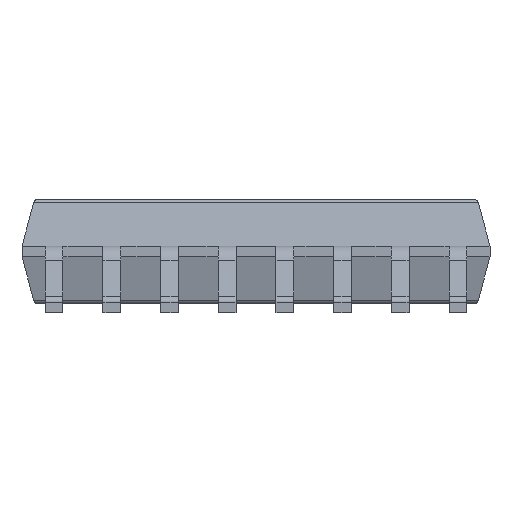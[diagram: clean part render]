
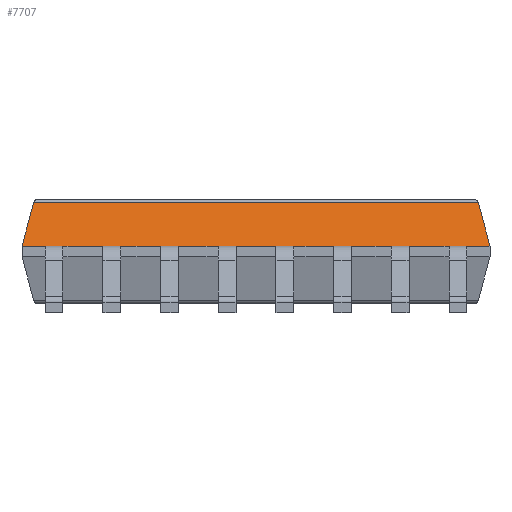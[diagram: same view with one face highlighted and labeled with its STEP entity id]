
A CAD part, front view. The second image highlights one B-rep face of the part: STEP entity #7707.
In plain terms, the highlighted planar face has unit normal (0, -0.966, 0.259).
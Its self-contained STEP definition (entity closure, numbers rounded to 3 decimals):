
#755=ORIENTED_EDGE('',*,*,#2561,.T.);
#756=ORIENTED_EDGE('',*,*,#2567,.T.);
#757=ORIENTED_EDGE('',*,*,#2563,.T.);
#758=ORIENTED_EDGE('',*,*,#2438,.F.);
#759=ORIENTED_EDGE('',*,*,#2322,.F.);
#760=ORIENTED_EDGE('',*,*,#2435,.F.);
#761=ORIENTED_EDGE('',*,*,#2334,.F.);
#762=ORIENTED_EDGE('',*,*,#2440,.F.);
#763=ORIENTED_EDGE('',*,*,#2346,.F.);
#764=ORIENTED_EDGE('',*,*,#2442,.F.);
#765=ORIENTED_EDGE('',*,*,#2358,.F.);
#766=ORIENTED_EDGE('',*,*,#2444,.F.);
#767=ORIENTED_EDGE('',*,*,#2370,.F.);
#768=ORIENTED_EDGE('',*,*,#2446,.F.);
#769=ORIENTED_EDGE('',*,*,#2382,.F.);
#770=ORIENTED_EDGE('',*,*,#2448,.F.);
#771=ORIENTED_EDGE('',*,*,#2394,.F.);
#772=ORIENTED_EDGE('',*,*,#2450,.F.);
#773=ORIENTED_EDGE('',*,*,#2406,.F.);
#774=ORIENTED_EDGE('',*,*,#2452,.F.);
#2322=EDGE_CURVE('',#3264,#3262,#3868,.T.);
#2334=EDGE_CURVE('',#3272,#3270,#3880,.T.);
#2346=EDGE_CURVE('',#3280,#3278,#3892,.T.);
#2358=EDGE_CURVE('',#3288,#3286,#3904,.T.);
#2370=EDGE_CURVE('',#3296,#3294,#3916,.T.);
#2382=EDGE_CURVE('',#3304,#3302,#3928,.T.);
#2394=EDGE_CURVE('',#3312,#3310,#3940,.T.);
#2406=EDGE_CURVE('',#3320,#3318,#3952,.T.);
#2435=EDGE_CURVE('',#3270,#3264,#3981,.T.);
#2438=EDGE_CURVE('',#3262,#3330,#3984,.T.);
#2440=EDGE_CURVE('',#3278,#3272,#3986,.T.);
#2442=EDGE_CURVE('',#3286,#3280,#3988,.T.);
#2444=EDGE_CURVE('',#3294,#3288,#3990,.T.);
#2446=EDGE_CURVE('',#3302,#3296,#3992,.T.);
#2448=EDGE_CURVE('',#3310,#3304,#3994,.T.);
#2450=EDGE_CURVE('',#3318,#3312,#3996,.T.);
#2452=EDGE_CURVE('',#3331,#3320,#3998,.T.);
#2561=EDGE_CURVE('',#3331,#3434,#4044,.T.);
#2563=EDGE_CURVE('',#3435,#3330,#4046,.T.);
#2567=EDGE_CURVE('',#3434,#3435,#4050,.T.);
#3262=VERTEX_POINT('',#10090);
#3264=VERTEX_POINT('',#10094);
#3270=VERTEX_POINT('',#10114);
#3272=VERTEX_POINT('',#10118);
#3278=VERTEX_POINT('',#10138);
#3280=VERTEX_POINT('',#10142);
#3286=VERTEX_POINT('',#10162);
#3288=VERTEX_POINT('',#10166);
#3294=VERTEX_POINT('',#10186);
#3296=VERTEX_POINT('',#10190);
#3302=VERTEX_POINT('',#10210);
#3304=VERTEX_POINT('',#10214);
#3310=VERTEX_POINT('',#10234);
#3312=VERTEX_POINT('',#10238);
#3318=VERTEX_POINT('',#10258);
#3320=VERTEX_POINT('',#10262);
#3330=VERTEX_POINT('',#10319);
#3331=VERTEX_POINT('',#10341);
#3434=VERTEX_POINT('',#11869);
#3435=VERTEX_POINT('',#11874);
#3868=LINE('',#10095,#4528);
#3880=LINE('',#10119,#4540);
#3892=LINE('',#10143,#4552);
#3904=LINE('',#10167,#4564);
#3916=LINE('',#10191,#4576);
#3928=LINE('',#10215,#4588);
#3940=LINE('',#10239,#4600);
#3952=LINE('',#10263,#4612);
#3981=LINE('',#10313,#4641);
#3984=LINE('',#10318,#4644);
#3986=LINE('',#10322,#4646);
#3988=LINE('',#10325,#4648);
#3990=LINE('',#10328,#4650);
#3992=LINE('',#10331,#4652);
#3994=LINE('',#10334,#4654);
#3996=LINE('',#10337,#4656);
#3998=LINE('',#10340,#4658);
#4044=LINE('',#11870,#4704);
#4046=LINE('',#11873,#4706);
#4050=LINE('',#11882,#4710);
#4528=VECTOR('',#8511,1000.);
#4540=VECTOR('',#8531,1000.);
#4552=VECTOR('',#8551,1000.);
#4564=VECTOR('',#8571,1000.);
#4576=VECTOR('',#8591,1000.);
#4588=VECTOR('',#8611,1000.);
#4600=VECTOR('',#8631,1000.);
#4612=VECTOR('',#8651,1000.);
#4641=VECTOR('',#8706,1000.);
#4644=VECTOR('',#8711,1000.);
#4646=VECTOR('',#8715,1000.);
#4648=VECTOR('',#8719,1000.);
#4650=VECTOR('',#8723,1000.);
#4652=VECTOR('',#8727,1000.);
#4654=VECTOR('',#8731,1000.);
#4656=VECTOR('',#8735,1000.);
#4658=VECTOR('',#8739,1000.);
#4704=VECTOR('',#8797,1000.);
#4706=VECTOR('',#8801,1000.);
#4710=VECTOR('',#8811,1000.);
#5265=EDGE_LOOP('',(#755,#756,#757,#758,#759,#760,#761,#762,#763,#764,#765,
#766,#767,#768,#769,#770,#771,#772,#773,#774));
#5665=FACE_BOUND('',#5265,.T.);
#6043=PLANE('',#8103);
#7707=ADVANCED_FACE('',(#5665),#6043,.T.);
#8103=AXIS2_PLACEMENT_3D('',#11881,#8809,#8810);
#8511=DIRECTION('',(-1.,0.,0.));
#8531=DIRECTION('',(-1.,0.,0.));
#8551=DIRECTION('',(-1.,0.,0.));
#8571=DIRECTION('',(-1.,0.,0.));
#8591=DIRECTION('',(-1.,0.,0.));
#8611=DIRECTION('',(-1.,0.,0.));
#8631=DIRECTION('',(-1.,0.,0.));
#8651=DIRECTION('',(-1.,0.,0.));
#8706=DIRECTION('',(-1.,0.,0.));
#8711=DIRECTION('',(-1.,0.,0.));
#8715=DIRECTION('',(-1.,0.,0.));
#8719=DIRECTION('',(-1.,0.,0.));
#8723=DIRECTION('',(-1.,0.,0.));
#8727=DIRECTION('',(-1.,0.,0.));
#8731=DIRECTION('',(-1.,0.,0.));
#8735=DIRECTION('',(-1.,0.,0.));
#8739=DIRECTION('',(-1.,0.,0.));
#8797=DIRECTION('',(-0.251,0.251,0.935));
#8801=DIRECTION('',(-0.251,-0.251,-0.935));
#8809=DIRECTION('',(0.,-0.966,0.259));
#8810=DIRECTION('',(0.,-0.259,-0.966));
#8811=DIRECTION('',(-1.,0.,0.));
#10090=CARTESIAN_POINT('',(-4.64,-3.75,1.465));
#10094=CARTESIAN_POINT('',(-4.25,-3.75,1.465));
#10095=CARTESIAN_POINT('',(5.15,-3.75,1.465));
#10114=CARTESIAN_POINT('',(-3.37,-3.75,1.465));
#10118=CARTESIAN_POINT('',(-2.98,-3.75,1.465));
#10119=CARTESIAN_POINT('',(5.15,-3.75,1.465));
#10138=CARTESIAN_POINT('',(-2.1,-3.75,1.465));
#10142=CARTESIAN_POINT('',(-1.71,-3.75,1.465));
#10143=CARTESIAN_POINT('',(5.15,-3.75,1.465));
#10162=CARTESIAN_POINT('',(-0.83,-3.75,1.465));
#10166=CARTESIAN_POINT('',(-0.44,-3.75,1.465));
#10167=CARTESIAN_POINT('',(5.15,-3.75,1.465));
#10186=CARTESIAN_POINT('',(0.44,-3.75,1.465));
#10190=CARTESIAN_POINT('',(0.83,-3.75,1.465));
#10191=CARTESIAN_POINT('',(5.15,-3.75,1.465));
#10210=CARTESIAN_POINT('',(1.71,-3.75,1.465));
#10214=CARTESIAN_POINT('',(2.1,-3.75,1.465));
#10215=CARTESIAN_POINT('',(5.15,-3.75,1.465));
#10234=CARTESIAN_POINT('',(2.98,-3.75,1.465));
#10238=CARTESIAN_POINT('',(3.37,-3.75,1.465));
#10239=CARTESIAN_POINT('',(5.15,-3.75,1.465));
#10258=CARTESIAN_POINT('',(4.25,-3.75,1.465));
#10262=CARTESIAN_POINT('',(4.64,-3.75,1.465));
#10263=CARTESIAN_POINT('',(5.15,-3.75,1.465));
#10313=CARTESIAN_POINT('',(5.15,-3.75,1.465));
#10318=CARTESIAN_POINT('',(5.15,-3.75,1.465));
#10319=CARTESIAN_POINT('',(-5.15,-3.75,1.465));
#10322=CARTESIAN_POINT('',(5.15,-3.75,1.465));
#10325=CARTESIAN_POINT('',(5.15,-3.75,1.465));
#10328=CARTESIAN_POINT('',(5.15,-3.75,1.465));
#10331=CARTESIAN_POINT('',(5.15,-3.75,1.465));
#10334=CARTESIAN_POINT('',(5.15,-3.75,1.465));
#10337=CARTESIAN_POINT('',(5.15,-3.75,1.465));
#10340=CARTESIAN_POINT('',(5.15,-3.75,1.465));
#10341=CARTESIAN_POINT('',(5.15,-3.75,1.465));
#11869=CARTESIAN_POINT('',(4.893,-3.493,2.426));
#11870=CARTESIAN_POINT('',(5.15,-3.75,1.465));
#11873=CARTESIAN_POINT('',(-5.15,-3.75,1.465));
#11874=CARTESIAN_POINT('',(-4.893,-3.493,2.426));
#11881=CARTESIAN_POINT('',(5.15,-3.75,1.465));
#11882=CARTESIAN_POINT('',(-4.873,-3.493,2.426));
